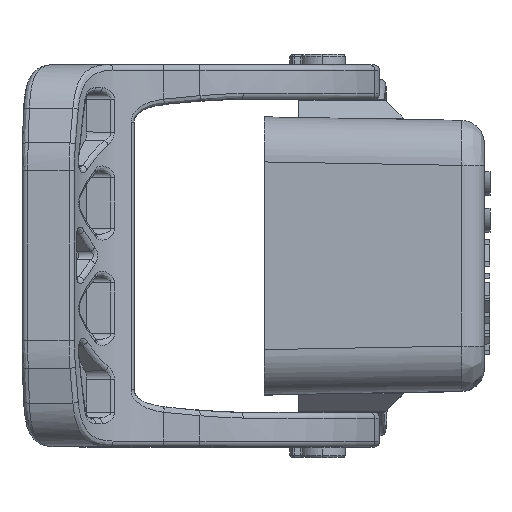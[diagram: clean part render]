
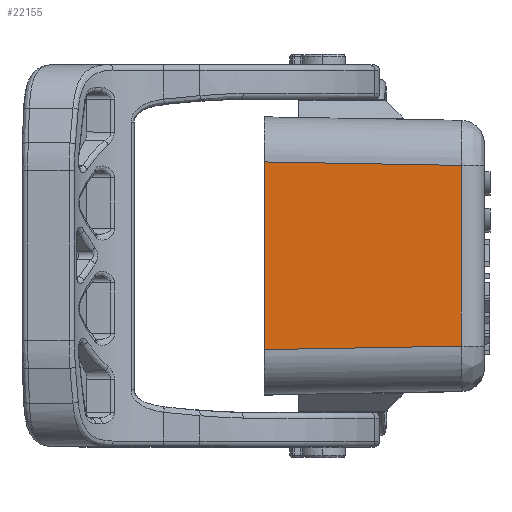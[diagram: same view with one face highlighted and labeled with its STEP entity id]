
A CAD part, top view. The second image highlights one B-rep face of the part: STEP entity #22155.
In plain terms, the highlighted planar face has unit normal (0.018, 0, 1).
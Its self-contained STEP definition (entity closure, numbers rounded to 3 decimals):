
#4758=DIRECTION('',(1.,0.017,-0.017));
#4759=VECTOR('',#4758,17.142);
#4760=CARTESIAN_POINT('',(-19.732,-8.149,
12.072));
#4761=LINE('',#4760,#4759);
#4762=DIRECTION('',(-1.,0.017,0.017));
#4763=VECTOR('',#4762,17.142);
#4764=CARTESIAN_POINT('',(-2.595,7.85,11.773));
#4765=LINE('',#4764,#4763);
#4775=CARTESIAN_POINT('',(-2.595,-7.85,
11.773));
#4838=DIRECTION('',(0.,-1.,0.));
#4839=VECTOR('',#4838,15.7);
#4840=CARTESIAN_POINT('',(-2.595,7.85,11.773));
#4841=LINE('',#4840,#4839);
#5608=CARTESIAN_POINT('',(-19.732,-8.149,12.072));
#5646=DIRECTION('',(0.,1.,0.));
#5647=VECTOR('',#5646,16.298);
#5648=CARTESIAN_POINT('',(-19.732,-8.149,
12.072));
#5649=LINE('',#5648,#5647);
#11939=CARTESIAN_POINT('',(-2.595,7.85,
11.773));
#11940=CARTESIAN_POINT('',(-19.732,8.149,
12.072));
#11941=VERTEX_POINT('',#11939);
#11942=VERTEX_POINT('',#11940);
#12355=VERTEX_POINT('',#5608);
#12373=VERTEX_POINT('',#4775);
#22141=CARTESIAN_POINT('',(-19.732,13.542,12.072));
#22142=DIRECTION('',(0.017,0.,1.));
#22143=DIRECTION('',(-1.,0.,0.017));
#22144=AXIS2_PLACEMENT_3D('',#22141,#22142,#22143);
#22145=PLANE('',#22144);
#22147=ORIENTED_EDGE('',*,*,#22146,.F.);
#22149=ORIENTED_EDGE('',*,*,#22148,.T.);
#22150=ORIENTED_EDGE('',*,*,#22131,.F.);
#22152=ORIENTED_EDGE('',*,*,#22151,.T.);
#22153=EDGE_LOOP('',(#22147,#22149,#22150,#22152));
#22154=FACE_OUTER_BOUND('',#22153,.F.);
#22155=ADVANCED_FACE('',(#22154),#22145,.T.);
#22131=EDGE_CURVE('',#11941,#11942,#4765,.T.);
#22146=EDGE_CURVE('',#12355,#12373,#4761,.T.);
#22148=EDGE_CURVE('',#12355,#11942,#5649,.T.);
#22151=EDGE_CURVE('',#11941,#12373,#4841,.T.);
